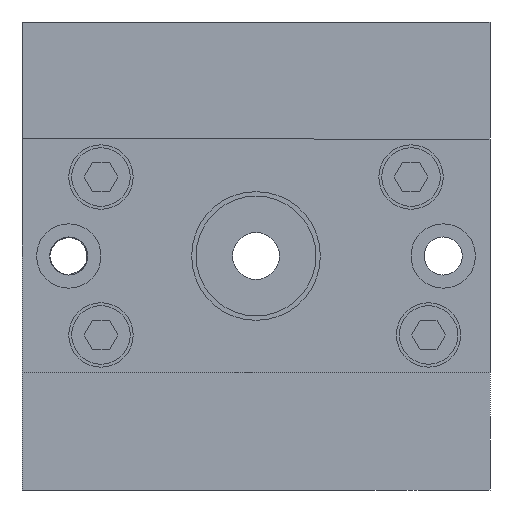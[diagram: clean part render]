
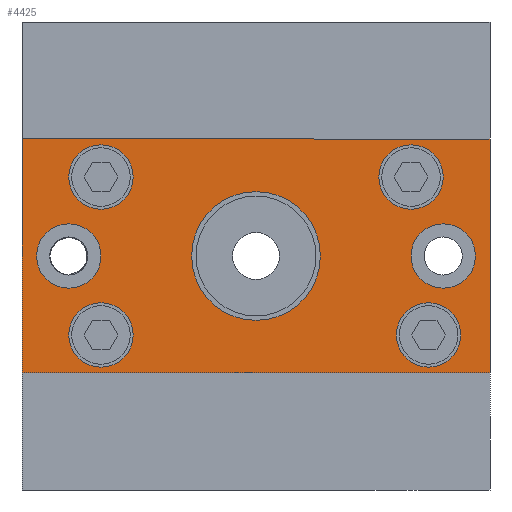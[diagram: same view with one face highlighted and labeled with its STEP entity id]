
A CAD part, left-side view. The second image highlights one B-rep face of the part: STEP entity #4425.
In plain terms, the highlighted planar face has unit normal (-1, 0, 0).
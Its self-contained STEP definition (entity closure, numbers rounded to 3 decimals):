
#3114=CARTESIAN_POINT('',(-20.0,26.5,-8.0));
#3115=VERTEX_POINT('',#3114);
#3116=CARTESIAN_POINT('',(-20.0,26.5,-13.5));
#3117=DIRECTION('',(1.0,0.0,0.0));
#3118=DIRECTION('',(0.0,0.0,-1.0));
#3119=AXIS2_PLACEMENT_3D('',#3116,#3117,#3118);
#3120=CIRCLE('',#3119,5.5);
#3121=EDGE_CURVE('',#3115,#3115,#3120,.T.);
#3154=CARTESIAN_POINT('',(-20.0,-29.5,-8.0));
#3155=VERTEX_POINT('',#3154);
#3156=CARTESIAN_POINT('',(-20.0,-29.5,-13.5));
#3157=DIRECTION('',(1.0,0.0,0.0));
#3158=DIRECTION('',(0.0,0.0,-1.0));
#3159=AXIS2_PLACEMENT_3D('',#3156,#3157,#3158);
#3160=CIRCLE('',#3159,5.5);
#3161=EDGE_CURVE('',#3155,#3155,#3160,.T.);
#3194=CARTESIAN_POINT('',(-20.0,-26.5,19.));
#3195=VERTEX_POINT('',#3194);
#3196=CARTESIAN_POINT('',(-20.0,-26.5,13.5));
#3197=DIRECTION('',(1.0,0.0,0.0));
#3198=DIRECTION('',(0.0,0.0,-1.0));
#3199=AXIS2_PLACEMENT_3D('',#3196,#3197,#3198);
#3200=CIRCLE('',#3199,5.5);
#3201=EDGE_CURVE('',#3195,#3195,#3200,.T.);
#3234=CARTESIAN_POINT('',(-20.0,26.5,19.));
#3235=VERTEX_POINT('',#3234);
#3236=CARTESIAN_POINT('',(-20.0,26.5,13.5));
#3237=DIRECTION('',(1.0,0.0,0.0));
#3238=DIRECTION('',(0.0,0.0,-1.0));
#3239=AXIS2_PLACEMENT_3D('',#3236,#3237,#3238);
#3240=CIRCLE('',#3239,5.5);
#3241=EDGE_CURVE('',#3235,#3235,#3240,.T.);
#3572=CARTESIAN_POINT('',(-20.0,40.,20.));
#3573=VERTEX_POINT('',#3572);
#4221=CARTESIAN_POINT('',(-20.0,-40.,-20.0));
#4222=VERTEX_POINT('',#4221);
#4345=CARTESIAN_POINT('',(-20.0,0.,0.));
#4346=DIRECTION('',(1.0,0.0,0.0));
#4347=DIRECTION('',(0.0,0.0,-1.0));
#4348=AXIS2_PLACEMENT_3D('',#4345,#4346,#4347);
#4349=PLANE('',#4348);
#4350=CARTESIAN_POINT('',(-20.0,40.,-20.0));
#4351=VERTEX_POINT('',#4350);
#4352=CARTESIAN_POINT('',(-20.0,40.,-20.0));
#4353=DIRECTION('',(0.0,-1.0,0.0));
#4354=VECTOR('',#4353,80.);
#4355=LINE('',#4352,#4354);
#4356=EDGE_CURVE('',#4351,#4222,#4355,.T.);
#4357=ORIENTED_EDGE('',*,*,#4356,.T.);
#4358=CARTESIAN_POINT('',(-20.0,-40.,20.0));
#4359=VERTEX_POINT('',#4358);
#4360=CARTESIAN_POINT('',(-20.0,-40.,20.0));
#4361=DIRECTION('',(0.0,0.0,-1.0));
#4362=VECTOR('',#4361,40.0);
#4363=LINE('',#4360,#4362);
#4364=EDGE_CURVE('',#4359,#4222,#4363,.T.);
#4365=ORIENTED_EDGE('',*,*,#4364,.F.);
#4366=CARTESIAN_POINT('',(-20.0,-40.,20.0));
#4367=DIRECTION('',(0.0,1.0,0.0));
#4368=VECTOR('',#4367,80.0);
#4369=LINE('',#4366,#4368);
#4370=EDGE_CURVE('',#4359,#3573,#4369,.T.);
#4371=ORIENTED_EDGE('',*,*,#4370,.T.);
#4372=CARTESIAN_POINT('',(-20.0,40.,-20.0));
#4373=DIRECTION('',(0.0,0.0,1.0));
#4374=VECTOR('',#4373,40.);
#4375=LINE('',#4372,#4374);
#4376=EDGE_CURVE('',#4351,#3573,#4375,.T.);
#4377=ORIENTED_EDGE('',*,*,#4376,.F.);
#4378=EDGE_LOOP('',(#4357,#4365,#4371,#4377));
#4379=FACE_OUTER_BOUND('',#4378,.T.);
#4380=ORIENTED_EDGE('',*,*,#3121,.T.);
#4381=EDGE_LOOP('',(#4380));
#4382=FACE_BOUND('',#4381,.T.);
#4383=ORIENTED_EDGE('',*,*,#3161,.T.);
#4384=EDGE_LOOP('',(#4383));
#4385=FACE_BOUND('',#4384,.T.);
#4386=ORIENTED_EDGE('',*,*,#3201,.T.);
#4387=EDGE_LOOP('',(#4386));
#4388=FACE_BOUND('',#4387,.T.);
#4389=ORIENTED_EDGE('',*,*,#3241,.T.);
#4390=EDGE_LOOP('',(#4389));
#4391=FACE_BOUND('',#4390,.T.);
#4392=CARTESIAN_POINT('',(-20.0,0.,11.0));
#4393=VERTEX_POINT('',#4392);
#4394=CARTESIAN_POINT('',(-20.0,0.0,0.0));
#4395=DIRECTION('',(1.0,0.0,0.0));
#4396=DIRECTION('',(0.0,0.0,-1.0));
#4397=AXIS2_PLACEMENT_3D('',#4394,#4395,#4396);
#4398=CIRCLE('',#4397,11.0);
#4399=EDGE_CURVE('',#4393,#4393,#4398,.T.);
#4400=ORIENTED_EDGE('',*,*,#4399,.T.);
#4401=EDGE_LOOP('',(#4400));
#4402=FACE_BOUND('',#4401,.T.);
#4403=CARTESIAN_POINT('',(-20.0,-32.0,5.5));
#4404=VERTEX_POINT('',#4403);
#4405=CARTESIAN_POINT('',(-20.0,-32.0,0.0));
#4406=DIRECTION('',(1.0,0.0,0.0));
#4407=DIRECTION('',(0.0,0.0,1.0));
#4408=AXIS2_PLACEMENT_3D('',#4405,#4406,#4407);
#4409=CIRCLE('',#4408,5.5);
#4410=EDGE_CURVE('',#4404,#4404,#4409,.T.);
#4411=ORIENTED_EDGE('',*,*,#4410,.T.);
#4412=EDGE_LOOP('',(#4411));
#4413=FACE_BOUND('',#4412,.T.);
#4414=CARTESIAN_POINT('',(-20.0,32.0,5.5));
#4415=VERTEX_POINT('',#4414);
#4416=CARTESIAN_POINT('',(-20.0,32.0,0.0));
#4417=DIRECTION('',(1.0,0.0,0.0));
#4418=DIRECTION('',(0.0,0.0,1.0));
#4419=AXIS2_PLACEMENT_3D('',#4416,#4417,#4418);
#4420=CIRCLE('',#4419,5.5);
#4421=EDGE_CURVE('',#4415,#4415,#4420,.T.);
#4422=ORIENTED_EDGE('',*,*,#4421,.T.);
#4423=EDGE_LOOP('',(#4422));
#4424=FACE_BOUND('',#4423,.T.);
#4425=ADVANCED_FACE('',(#4379,#4382,#4385,#4388,#4391,#4402,#4413,#4424),#4349,.F.);
